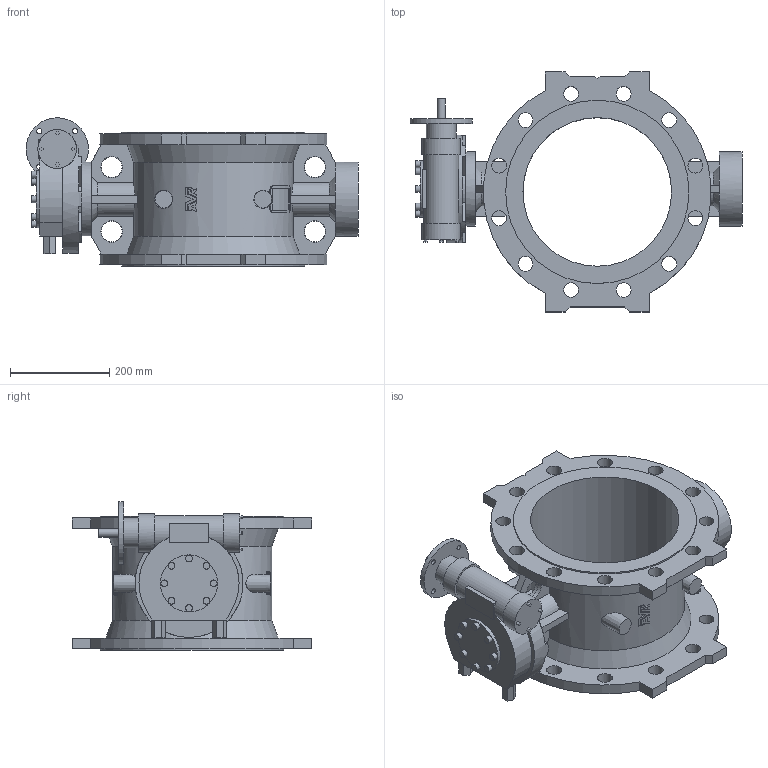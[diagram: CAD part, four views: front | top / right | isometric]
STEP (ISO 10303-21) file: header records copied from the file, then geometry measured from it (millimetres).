
FILE_DESCRIPTION (( 'STEP AP203' ), '1' );
FILE_NAME ('O_756_102_DN300_1XX_AA0_step.step', '2016-03-09T10:49:24', ( 'Windows User' ), ( 'AVK' ), 'SwSTEP 2.0', 'SolidWorks 2012', '' );
FILE_SCHEMA (( 'CONFIG_CONTROL_DESIGN' ));
Length unit declared in the file: millimetre
Products named in the file (1): O_756_102_DN300_1XX_AA0_step
Bounding box: 670 x 484 x 299.6 mm (x, y, z)
Volume: 13105424.5 mm3; surface area: 1294280.9 mm2
Topology: 1 solids, 1 shells, 443 faces, 1212 edges, 804 vertices
Faces by surface type: plane 252, bspline 86, cylinder 81, cone 24
Full cylindrical faces by diameter (mm): 10.5 x4, 13.5 x8, 17 x1, 30 x24, 60 x1, 78 x2, 115 x1, 126 x1, 150 x2, 218 x1, 300 x1, 370 x2
Entity records: 19130 total; most frequent: CARTESIAN_POINT 8663, ORIENTED_EDGE 2272, DIRECTION 1774, EDGE_CURVE 1136, VERTEX_POINT 788, VECTOR 618, LINE 618, EDGE_LOOP 602
